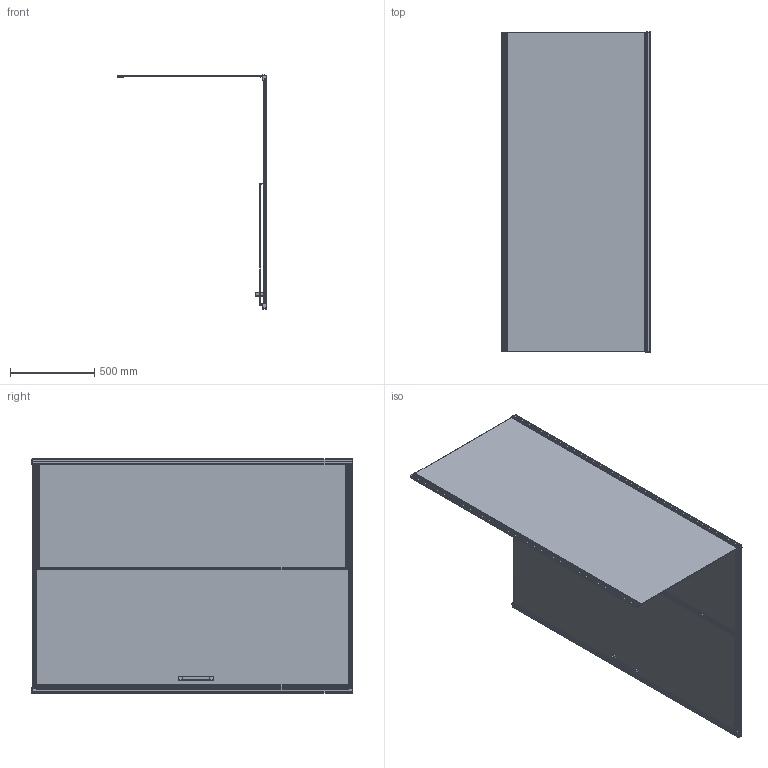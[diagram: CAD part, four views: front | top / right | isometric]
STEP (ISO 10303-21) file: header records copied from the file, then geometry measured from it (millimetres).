
FILE_DESCRIPTION(/* description */ (''),/* implementation_level */ '2;1');
FILE_NAME(/* name */ '5902539816549_stp.stp',/* time_stamp */ '2020-07-27T14:18:32+02:00',/* author */ (''),/* organization */ (''),/* preprocessor_version */ 'ST-DEVELOPER v18.1',/* originating_system */ 'Autodesk Inventor 2020',/* authorisation */ '');
FILE_SCHEMA (('AUTOMOTIVE_DESIGN { 1 0 10303 214 3 1 1 }'));
Length unit declared in the file: millimetre
Products named in the file (1): 5902539816549_dwg
Bounding box: 890 x 1902.28 x 1390.96 mm (x, y, z)
Surface area: 12029624.5 mm2 (no closed solid volume)
Topology: 0 solids, 20 shells, 1387 faces, 3907 edges, 2568 vertices
Faces by surface type: plane 1188, bspline 95, cylinder 88, torus 16
Entity records: 48426 total; most frequent: CARTESIAN_POINT 11558, ORIENTED_EDGE 7814, DIRECTION 6615, EDGE_CURVE 3907, LINE 3553, VECTOR 3553, VERTEX_POINT 2568, AXIS2_PLACEMENT_3D 1531
